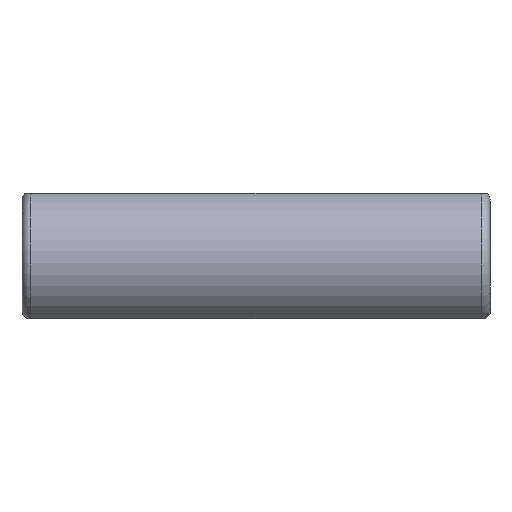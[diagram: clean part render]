
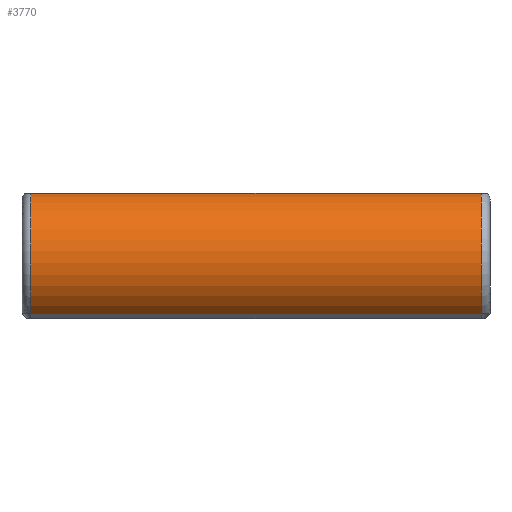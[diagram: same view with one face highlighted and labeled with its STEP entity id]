
A CAD part, front view. The second image highlights one B-rep face of the part: STEP entity #3770.
In plain terms, the highlighted cylindrical face has radius 6 mm (diameter 12 mm), a partial arc.
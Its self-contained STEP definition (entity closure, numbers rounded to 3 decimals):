
#283=LINE('',#5650,#639);
#469=LINE('',#6625,#825);
#639=VECTOR('',#4261,10.);
#825=VECTOR('',#4767,10.);
#977=CYLINDRICAL_SURFACE('',#4053,6.);
#1128=FACE_OUTER_BOUND('',#1345,.T.);
#1345=EDGE_LOOP('',(#3266,#3267,#3268,#3269));
#1467=CIRCLE('',#4022,6.);
#1473=CIRCLE('',#4051,6.);
#1646=VERTEX_POINT('',#5630);
#1647=VERTEX_POINT('',#5649);
#1816=VERTEX_POINT('',#6307);
#1832=VERTEX_POINT('',#6601);
#2023=EDGE_CURVE('',#1646,#1647,#283,.T.);
#2286=EDGE_CURVE('',#1647,#1816,#1467,.T.);
#2316=EDGE_CURVE('',#1832,#1816,#469,.T.);
#2355=EDGE_CURVE('',#1832,#1646,#1473,.T.);
#3266=ORIENTED_EDGE('',*,*,#2286,.F.);
#3267=ORIENTED_EDGE('',*,*,#2023,.F.);
#3268=ORIENTED_EDGE('',*,*,#2355,.F.);
#3269=ORIENTED_EDGE('',*,*,#2316,.T.);
#3770=ADVANCED_FACE('',(#1128),#977,.T.);
#4022=AXIS2_PLACEMENT_3D('',#6308,#4735,#4736);
#4051=AXIS2_PLACEMENT_3D('',#6768,#4839,#4840);
#4053=AXIS2_PLACEMENT_3D('',#6770,#4843,#4844);
#4261=DIRECTION('',(1.,0.,0.));
#4735=DIRECTION('center_axis',(1.,0.,0.));
#4736=DIRECTION('ref_axis',(0.,-0.256,0.967));
#4767=DIRECTION('',(1.,0.,0.));
#4839=DIRECTION('center_axis',(-1.,0.,0.));
#4840=DIRECTION('ref_axis',(0.,0.256,0.967));
#4843=DIRECTION('center_axis',(-1.,0.,0.));
#4844=DIRECTION('ref_axis',(0.,-0.976,0.217));
#5630=CARTESIAN_POINT('',(278.285,-23.006,17.88));
#5649=CARTESIAN_POINT('',(317.195,-23.006,17.88));
#5650=CARTESIAN_POINT('',(290.475,-23.006,17.88));
#6307=CARTESIAN_POINT('',(317.195,-25.322,7.48));
#6308=CARTESIAN_POINT('Origin',(317.195,-21.47,12.08));
#6601=CARTESIAN_POINT('',(278.285,-25.322,7.48));
#6625=CARTESIAN_POINT('',(286.955,-25.322,7.48));
#6768=CARTESIAN_POINT('Origin',(278.285,-21.47,12.08));
#6770=CARTESIAN_POINT('Origin',(286.955,-21.47,12.08));
